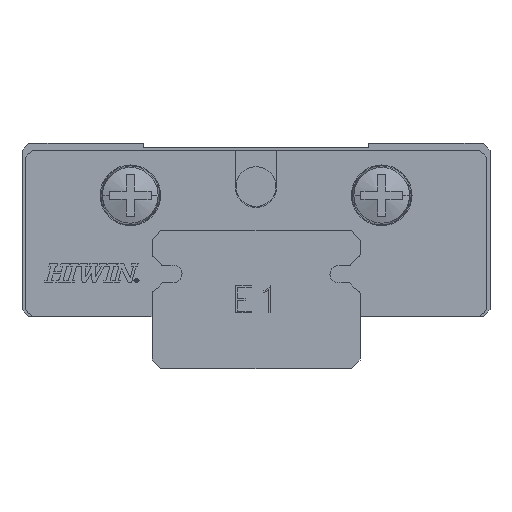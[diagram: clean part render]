
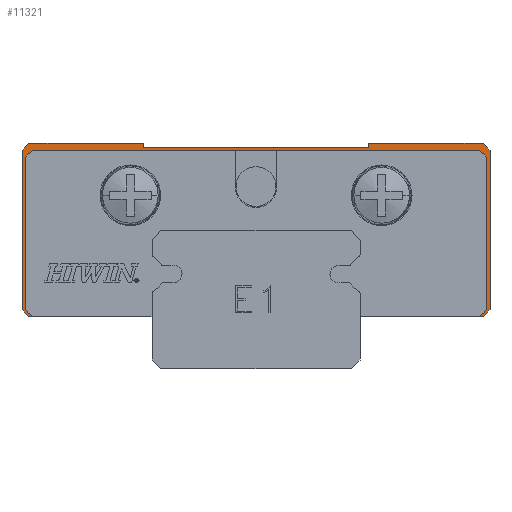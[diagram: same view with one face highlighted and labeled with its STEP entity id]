
A CAD part, front view. The second image highlights one B-rep face of the part: STEP entity #11321.
In plain terms, the highlighted planar face has unit normal (0, -1, 0).
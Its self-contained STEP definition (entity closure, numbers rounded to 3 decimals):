
#4393=EDGE_CURVE('',#9287,#5757,#12744,.T.);
#4437=VERTEX_POINT('',#12792);
#4529=EDGE_CURVE('',#11301,#6405,#12898,.T.);
#4593=VERTEX_POINT('',#12971);
#4685=VERTEX_POINT('',#13073);
#4797=EDGE_CURVE('',#4593,#11471,#13193,.T.);
#5361=VERTEX_POINT('',#13818);
#5513=EDGE_CURVE('',#11309,#9287,#13990,.T.);
#5557=VERTEX_POINT('',#14037);
#5707=VERTEX_POINT('',#14204);
#5757=VERTEX_POINT('',#14262);
#6081=EDGE_CURVE('',#12009,#6605,#14643,.T.);
#6143=EDGE_CURVE('',#7951,#11301,#14710,.T.);
#6169=EDGE_CURVE('',#8857,#4593,#14742,.T.);
#6289=EDGE_CURVE('',#10451,#5361,#14876,.T.);
#6405=VERTEX_POINT('',#15006);
#6605=VERTEX_POINT('',#15225);
#6713=EDGE_CURVE('',#11471,#8793,#15338,.T.);
#6829=EDGE_CURVE('',#11723,#12009,#15466,.T.);
#7069=VERTEX_POINT('',#15728);
#7235=VERTEX_POINT('',#15905);
#7523=EDGE_CURVE('',#5361,#7235,#16221,.T.);
#7735=EDGE_CURVE('',#5707,#4437,#16452,.T.);
#7851=EDGE_CURVE('',#5757,#12345,#16581,.T.);
#7935=EDGE_CURVE('',#4685,#7951,#16673,.T.);
#7951=VERTEX_POINT('',#16691);
#8069=EDGE_CURVE('',#9783,#7069,#16816,.T.);
#8205=EDGE_CURVE('',#8793,#9783,#16967,.T.);
#8441=VERTEX_POINT('',#17225);
#8569=EDGE_CURVE('',#6605,#5557,#17366,.T.);
#8693=EDGE_CURVE('',#11723,#11309,#17522,.T.);
#8793=VERTEX_POINT('',#17632);
#8857=VERTEX_POINT('',#17700);
#9233=EDGE_CURVE('',#4437,#4685,#18117,.T.);
#9243=EDGE_CURVE('',#8857,#10451,#18127,.T.);
#9287=VERTEX_POINT('',#18173);
#9783=VERTEX_POINT('',#18728);
#9969=EDGE_CURVE('',#12345,#6405,#18928,.T.);
#10451=VERTEX_POINT('',#19461);
#11301=VERTEX_POINT('',#20398);
#11309=VERTEX_POINT('',#20407);
#11321=ADVANCED_FACE('',(#20420),#20421,.T.);
#11341=EDGE_CURVE('',#7069,#5707,#20443,.T.);
#11471=VERTEX_POINT('',#20585);
#11723=VERTEX_POINT('',#20859);
#11975=EDGE_CURVE('',#8441,#5557,#21135,.T.);
#12009=VERTEX_POINT('',#21172);
#12345=VERTEX_POINT('',#21546);
#12459=EDGE_CURVE('',#7235,#8441,#21670,.T.);
#12744=LINE('',#22035,#22036);
#12792=CARTESIAN_POINT('',(13.295,83.8,12.195));
#12898=LINE('',#22241,#22242);
#12971=CARTESIAN_POINT('',(-6.0,83.8,3.005));
#13073=CARTESIAN_POINT('',(13.295,83.8,3.405));
#13193=LINE('',#22649,#22650);
#13818=CARTESIAN_POINT('',(-13.5,83.8,3.4));
#13990=LINE('',#23806,#23807);
#14037=CARTESIAN_POINT('',(-6.5,83.8,13.0));
#14204=CARTESIAN_POINT('',(12.895,83.8,12.595));
#14262=CARTESIAN_POINT('',(13.5,83.8,3.4));
#14643=LINE('',#24706,#24707);
#14710=LINE('',#24795,#24796);
#14742=LINE('',#24845,#24846);
#14876=LINE('',#25043,#25044);
#15006=CARTESIAN_POINT('',(6.0,83.8,3.0));
#15225=CARTESIAN_POINT('',(-6.5,83.8,12.75));
#15338=LINE('',#25743,#25744);
#15466=LINE('',#25909,#25910);
#15728=CARTESIAN_POINT('',(-12.895,83.8,12.595));
#15905=CARTESIAN_POINT('',(-13.5,83.8,12.6));
#16221=LINE('',#27008,#27009);
#16452=LINE('',#27323,#27324);
#16581=LINE('',#27509,#27510);
#16673=LINE('',#27634,#27635);
#16691=CARTESIAN_POINT('',(12.895,83.8,3.005));
#16816=LINE('',#27836,#27837);
#16967=LINE('',#28032,#28033);
#17225=CARTESIAN_POINT('',(-13.1,83.8,13.0));
#17366=LINE('',#28605,#28606);
#17522=LINE('',#28832,#28833);
#17632=CARTESIAN_POINT('',(-13.295,83.8,3.405));
#17700=CARTESIAN_POINT('',(-6.0,83.8,3.0));
#18117=LINE('',#29713,#29714);
#18127=LINE('',#29732,#29733);
#18173=CARTESIAN_POINT('',(13.5,83.8,12.6));
#18728=CARTESIAN_POINT('',(-13.295,83.8,12.195));
#18928=LINE('',#30869,#30870);
#19461=CARTESIAN_POINT('',(-13.1,83.8,3.0));
#20398=CARTESIAN_POINT('',(6.0,83.8,3.005));
#20407=CARTESIAN_POINT('',(13.1,83.8,13.0));
#20420=FACE_OUTER_BOUND('',#33016,.T.);
#20421=PLANE('',#33017);
#20443=LINE('',#33046,#33047);
#20585=CARTESIAN_POINT('',(-12.895,83.8,3.005));
#20859=CARTESIAN_POINT('',(6.5,83.8,13.0));
#21135=LINE('',#34062,#34063);
#21172=CARTESIAN_POINT('',(6.5,83.8,12.75));
#21546=CARTESIAN_POINT('',(13.1,83.8,3.0));
#21670=LINE('',#34829,#34830);
#22035=CARTESIAN_POINT('',(13.5,83.8,12.6));
#22036=VECTOR('',#35168,1.0);
#22241=CARTESIAN_POINT('',(6.0,83.8,6.161));
#22242=VECTOR('',#35344,1.0);
#22649=CARTESIAN_POINT('',(6.448,83.8,3.005));
#22650=VECTOR('',#35647,1.0);
#23806=CARTESIAN_POINT('',(13.1,83.8,13.0));
#23807=VECTOR('',#36561,1.);
#24706=CARTESIAN_POINT('',(0.,83.8,12.75));
#24707=VECTOR('',#37285,1.0);
#24795=CARTESIAN_POINT('',(6.448,83.8,3.005));
#24796=VECTOR('',#37337,1.0);
#24845=CARTESIAN_POINT('',(-6.0,83.8,4.25));
#24846=VECTOR('',#37383,1.0);
#25043=CARTESIAN_POINT('',(-13.1,83.8,3.0));
#25044=VECTOR('',#37532,1.0);
#25743=CARTESIAN_POINT('',(-10.92,83.8,1.03));
#25744=VECTOR('',#37996,1.0);
#25909=CARTESIAN_POINT('',(6.5,83.8,10.438));
#25910=VECTOR('',#38112,1.0);
#27008=CARTESIAN_POINT('',(-13.5,83.8,3.4));
#27009=VECTOR('',#38854,1.0);
#27323=CARTESIAN_POINT('',(10.82,83.8,14.67));
#27324=VECTOR('',#39109,1.0);
#27509=CARTESIAN_POINT('',(13.5,83.8,3.4));
#27510=VECTOR('',#39283,1.0);
#27634=CARTESIAN_POINT('',(11.12,83.8,1.23));
#27635=VECTOR('',#39376,1.0);
#27836=CARTESIAN_POINT('',(-11.02,83.8,14.47));
#27837=VECTOR('',#39500,1.0);
#28032=CARTESIAN_POINT('',(-13.295,83.8,5.703));
#28033=VECTOR('',#39651,1.0);
#28605=CARTESIAN_POINT('',(-6.5,83.8,10.438));
#28606=VECTOR('',#40119,1.0);
#28832=CARTESIAN_POINT('',(-13.1,83.8,13.0));
#28833=VECTOR('',#40290,1.0);
#29713=CARTESIAN_POINT('',(13.295,83.8,10.098));
#29714=VECTOR('',#41033,1.0);
#29732=CARTESIAN_POINT('',(13.1,83.8,3.0));
#29733=VECTOR('',#41040,1.0);
#30869=CARTESIAN_POINT('',(13.1,83.8,3.0));
#30870=VECTOR('',#42023,1.0);
#33016=EDGE_LOOP('',(#43747,#43748,#43749,#43750,#43751,#43752,#43753,#43754,#43755,#43756,#43757,#43758,#43759,#43760,#43761,#43762,#43763,#43764,#43765,#43766,#43767,#43768,#43769,#43770));
#33017=AXIS2_PLACEMENT_3D('',#43771,#43772,#43773);
#33046=CARTESIAN_POINT('',(-6.448,83.8,12.595));
#33047=VECTOR('',#43793,1.0);
#34062=CARTESIAN_POINT('',(-13.1,83.8,13.0));
#34063=VECTOR('',#44474,1.0);
#34829=CARTESIAN_POINT('',(-13.5,83.8,12.6));
#34830=VECTOR('',#45042,1.);
#35168=DIRECTION('',(0.0,0.0,-1.0));
#35344=DIRECTION('',(0.0,0.0,-1.0));
#35647=DIRECTION('',(-1.0,-0.0,-0.0));
#36561=DIRECTION('',(0.707,0.0,-0.707));
#37285=DIRECTION('',(-1.0,0.0,0.0));
#37337=DIRECTION('',(-1.0,-0.0,-0.0));
#37383=DIRECTION('',(0.0,0.0,1.0));
#37532=DIRECTION('',(-0.707,0.0,0.707));
#37996=DIRECTION('',(-0.707,0.0,0.707));
#38112=DIRECTION('',(-0.0,-0.0,-1.0));
#38854=DIRECTION('',(0.0,0.0,1.0));
#39109=DIRECTION('',(0.707,0.0,-0.707));
#39283=DIRECTION('',(-0.707,-0.0,-0.707));
#39376=DIRECTION('',(-0.707,-0.0,-0.707));
#39500=DIRECTION('',(0.707,0.0,0.707));
#39651=DIRECTION('',(0.0,0.0,1.0));
#40119=DIRECTION('',(-0.0,0.0,1.0));
#40290=DIRECTION('',(1.0,0.0,0.0));
#41033=DIRECTION('',(0.0,0.0,-1.0));
#41040=DIRECTION('',(-1.0,0.0,0.0));
#42023=DIRECTION('',(-1.0,0.0,0.0));
#43747=ORIENTED_EDGE('',*,*,#6143,.T.);
#43748=ORIENTED_EDGE('',*,*,#4529,.T.);
#43749=ORIENTED_EDGE('',*,*,#9969,.F.);
#43750=ORIENTED_EDGE('',*,*,#7851,.F.);
#43751=ORIENTED_EDGE('',*,*,#4393,.F.);
#43752=ORIENTED_EDGE('',*,*,#5513,.F.);
#43753=ORIENTED_EDGE('',*,*,#8693,.F.);
#43754=ORIENTED_EDGE('',*,*,#6829,.T.);
#43755=ORIENTED_EDGE('',*,*,#6081,.T.);
#43756=ORIENTED_EDGE('',*,*,#8569,.T.);
#43757=ORIENTED_EDGE('',*,*,#11975,.F.);
#43758=ORIENTED_EDGE('',*,*,#12459,.F.);
#43759=ORIENTED_EDGE('',*,*,#7523,.F.);
#43760=ORIENTED_EDGE('',*,*,#6289,.F.);
#43761=ORIENTED_EDGE('',*,*,#9243,.F.);
#43762=ORIENTED_EDGE('',*,*,#6169,.T.);
#43763=ORIENTED_EDGE('',*,*,#4797,.T.);
#43764=ORIENTED_EDGE('',*,*,#6713,.T.);
#43765=ORIENTED_EDGE('',*,*,#8205,.T.);
#43766=ORIENTED_EDGE('',*,*,#8069,.T.);
#43767=ORIENTED_EDGE('',*,*,#11341,.T.);
#43768=ORIENTED_EDGE('',*,*,#7735,.T.);
#43769=ORIENTED_EDGE('',*,*,#9233,.T.);
#43770=ORIENTED_EDGE('',*,*,#7935,.T.);
#43771=CARTESIAN_POINT('',(0.,83.8,8.0));
#43772=DIRECTION('',(0.0,-1.0,0.0));
#43773=DIRECTION('',(1.0,0.0,0.0));
#43793=DIRECTION('',(1.0,0.0,-0.0));
#44474=DIRECTION('',(1.0,0.0,0.0));
#45042=DIRECTION('',(0.707,0.0,0.707));
